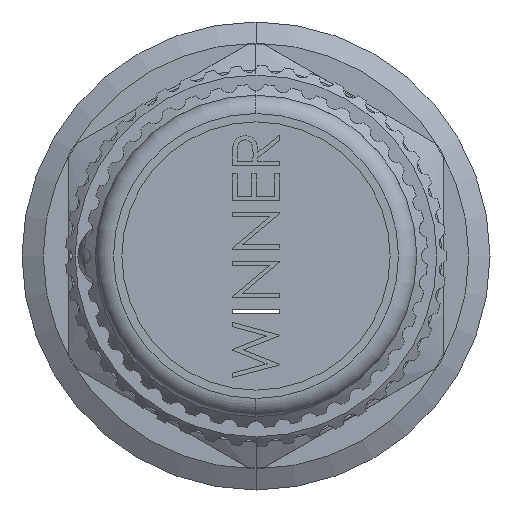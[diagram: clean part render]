
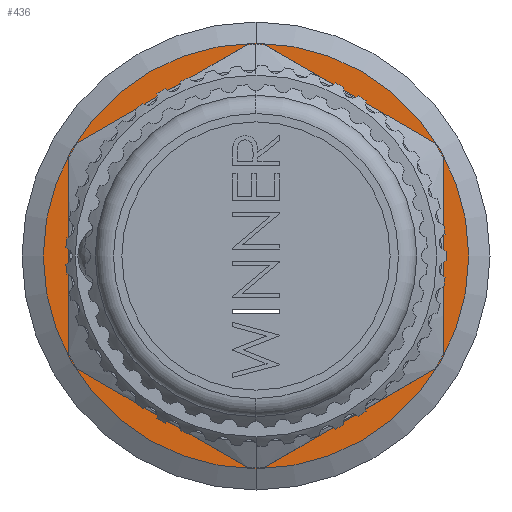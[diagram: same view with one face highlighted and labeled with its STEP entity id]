
A CAD part, left-side view. The second image highlights one B-rep face of the part: STEP entity #436.
In plain terms, the highlighted planar face has unit normal (-1, 0, 0).
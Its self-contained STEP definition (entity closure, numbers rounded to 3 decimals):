
#436 = ADVANCED_FACE ( 'NONE', ( #14127, #14139 ), #16583, .F. ) ;
#507 = VERTEX_POINT ( 'NONE', #16687 ) ;
#529 = VERTEX_POINT ( 'NONE', #16709 ) ;
#535 = VERTEX_POINT ( 'NONE', #16715 ) ;
#539 = VERTEX_POINT ( 'NONE', #16719 ) ;
#649 = VERTEX_POINT ( 'NONE', #16829 ) ;
#684 = VERTEX_POINT ( 'NONE', #16865 ) ;
#832 = VERTEX_POINT ( 'NONE', #17014 ) ;
#849 = VERTEX_POINT ( 'NONE', #17031 ) ;
#866 = VERTEX_POINT ( 'NONE', #17048 ) ;
#873 = VERTEX_POINT ( 'NONE', #17055 ) ;
#913 = VERTEX_POINT ( 'NONE', #17095 ) ;
#929 = VERTEX_POINT ( 'NONE', #17111 ) ;
#939 = VERTEX_POINT ( 'NONE', #17121 ) ;
#940 = VERTEX_POINT ( 'NONE', #17122 ) ;
#946 = VERTEX_POINT ( 'NONE', #17128 ) ;
#3235 = CARTESIAN_POINT ( 'NONE',  ( -76.282, 0.657, 0. ) ) ;
#3236 = DIRECTION ( 'NONE',  ( -1., 0., 0. ) ) ;
#3237 = DIRECTION ( 'NONE',  ( 0., 0., -1. ) ) ;
#3324 = CARTESIAN_POINT ( 'NONE',  ( -76.282, -15.193, 9.151 ) ) ;
#3327 = DIRECTION ( 'NONE',  ( 0., 0.866, 0.5 ) ) ;
#3328 = CARTESIAN_POINT ( 'NONE',  ( -76.282, 0.657, 0. ) ) ;
#3329 = DIRECTION ( 'NONE',  ( -1., 0., 0. ) ) ;
#3330 = DIRECTION ( 'NONE',  ( 0., 0., 1. ) ) ;
#3331 = CARTESIAN_POINT ( 'NONE',  ( -76.282, 0.657, 0. ) ) ;
#3332 = DIRECTION ( 'NONE',  ( -1., 0., 0. ) ) ;
#3333 = DIRECTION ( 'NONE',  ( 0., 0., -1. ) ) ;
#3334 = CARTESIAN_POINT ( 'NONE',  ( -76.282, 0.657, 0. ) ) ;
#3335 = DIRECTION ( 'NONE',  ( -1., 0., 0. ) ) ;
#3336 = DIRECTION ( 'NONE',  ( 0., 0., -1. ) ) ;
#3350 = CARTESIAN_POINT ( 'NONE',  ( -76.282, 16.507, 9.151 ) ) ;
#3351 = DIRECTION ( 'NONE',  ( 0., 0., -1. ) ) ;
#3384 = CARTESIAN_POINT ( 'NONE',  ( -76.282, 0.657, 0. ) ) ;
#3385 = DIRECTION ( 'NONE',  ( -1., 0., 0. ) ) ;
#3386 = DIRECTION ( 'NONE',  ( 0., 0., -1. ) ) ;
#3395 = CARTESIAN_POINT ( 'NONE',  ( -76.282, 0.657, -18.302 ) ) ;
#3396 = DIRECTION ( 'NONE',  ( 0., -0.866, 0.5 ) ) ;
#3401 = CARTESIAN_POINT ( 'NONE',  ( -76.282, 0.657, 0. ) ) ;
#3402 = DIRECTION ( 'NONE',  ( -1., 0., 0. ) ) ;
#3403 = DIRECTION ( 'NONE',  ( 0., 0., -1. ) ) ;
#3567 = CARTESIAN_POINT ( 'NONE',  ( -76.282, -15.193, -9.151 ) ) ;
#3581 = DIRECTION ( 'NONE',  ( 0., 0., 1. ) ) ;
#3584 = CARTESIAN_POINT ( 'NONE',  ( -76.282, 0.657, 0. ) ) ;
#3585 = DIRECTION ( 'NONE',  ( -1., 0., 0. ) ) ;
#3586 = DIRECTION ( 'NONE',  ( 0., 0., -1. ) ) ;
#3589 = CARTESIAN_POINT ( 'NONE',  ( -76.282, 16.507, -9.151 ) ) ;
#3590 = DIRECTION ( 'NONE',  ( 0., -0.866, -0.5 ) ) ;
#9544 = EDGE_CURVE ( 'NONE', #929, #649, #17721, .T. ) ;
#9546 = EDGE_CURVE ( 'NONE', #539, #940, #17726, .T. ) ;
#9573 = EDGE_CURVE ( 'NONE', #529, #913, #17757, .T. ) ;
#9676 = EDGE_CURVE ( 'NONE', #873, #866, #17846, .T. ) ;
#9699 = EDGE_CURVE ( 'NONE', #866, #539, #17872, .T. ) ;
#9700 = EDGE_CURVE ( 'NONE', #913, #529, #17871, .T. ) ;
#9702 = EDGE_CURVE ( 'NONE', #939, #832, #17877, .T. ) ;
#9703 = EDGE_CURVE ( 'NONE', #940, #929, #17879, .T. ) ;
#9711 = EDGE_CURVE ( 'NONE', #946, #684, #17889, .T. ) ;
#9715 = EDGE_CURVE ( 'NONE', #684, #507, #17883, .T. ) ;
#9720 = EDGE_CURVE ( 'NONE', #649, #946, #17898, .T. ) ;
#9721 = EDGE_CURVE ( 'NONE', #832, #849, #17899, .T. ) ;
#9764 = EDGE_CURVE ( 'NONE', #535, #873, #17943, .T. ) ;
#9765 = EDGE_CURVE ( 'NONE', #849, #535, #17947, .T. ) ;
#9768 = EDGE_CURVE ( 'NONE', #507, #939, #17952, .T. ) ;
#12371 = EDGE_LOOP ( 'NONE', ( #13165, #13025 ) ) ;
#12398 = EDGE_LOOP ( 'NONE', ( #13127, #13031, #13120, #13112, #13153, #13114, #13129, #13166, #13138, #12586, #12702, #13141, #13133 ) ) ;
#12586 = ORIENTED_EDGE ( 'NONE', *, *, #9711, .F. ) ;
#12702 = ORIENTED_EDGE ( 'NONE', *, *, #9720, .F. ) ;
#13025 = ORIENTED_EDGE ( 'NONE', *, *, #9573, .T. ) ;
#13031 = ORIENTED_EDGE ( 'NONE', *, *, #9699, .F. ) ;
#13112 = ORIENTED_EDGE ( 'NONE', *, *, #9764, .F. ) ;
#13114 = ORIENTED_EDGE ( 'NONE', *, *, #9721, .F. ) ;
#13120 = ORIENTED_EDGE ( 'NONE', *, *, #9676, .F. ) ;
#13127 = ORIENTED_EDGE ( 'NONE', *, *, #9546, .F. ) ;
#13129 = ORIENTED_EDGE ( 'NONE', *, *, #9702, .F. ) ;
#13133 = ORIENTED_EDGE ( 'NONE', *, *, #9703, .F. ) ;
#13138 = ORIENTED_EDGE ( 'NONE', *, *, #9715, .F. ) ;
#13141 = ORIENTED_EDGE ( 'NONE', *, *, #9544, .F. ) ;
#13153 = ORIENTED_EDGE ( 'NONE', *, *, #9765, .F. ) ;
#13165 = ORIENTED_EDGE ( 'NONE', *, *, #9700, .T. ) ;
#13166 = ORIENTED_EDGE ( 'NONE', *, *, #9768, .F. ) ;
#14127 = FACE_BOUND ( 'NONE', #12398, .T. ) ;
#14139 = FACE_OUTER_BOUND ( 'NONE', #12371, .T. ) ;
#14803 = AXIS2_PLACEMENT_3D ( 'NONE', #16580, #16585, #16586 ) ;
#14848 = AXIS2_PLACEMENT_3D ( 'NONE', #19164, #19165, #19166 ) ;
#14864 = AXIS2_PLACEMENT_3D ( 'NONE', #19288, #19289, #19290 ) ;
#14901 = AXIS2_PLACEMENT_3D ( 'NONE', #3235, #3236, #3237 ) ;
#14911 = AXIS2_PLACEMENT_3D ( 'NONE', #3328, #3329, #3330 ) ;
#14912 = AXIS2_PLACEMENT_3D ( 'NONE', #3331, #3332, #3333 ) ;
#14913 = AXIS2_PLACEMENT_3D ( 'NONE', #3334, #3335, #3336 ) ;
#14920 = AXIS2_PLACEMENT_3D ( 'NONE', #3384, #3385, #3386 ) ;
#14924 = AXIS2_PLACEMENT_3D ( 'NONE', #3401, #3402, #3403 ) ;
#14948 = AXIS2_PLACEMENT_3D ( 'NONE', #3584, #3585, #3586 ) ;
#16580 = CARTESIAN_POINT ( 'NONE',  ( -76.282, 0.657, -18. ) ) ;
#16583 = PLANE ( 'NONE',  #14803 ) ;
#16585 = DIRECTION ( 'NONE',  ( 1., 0., 0. ) ) ;
#16586 = DIRECTION ( 'NONE',  ( 0., 0., -1. ) ) ;
#16687 = CARTESIAN_POINT ( 'NONE',  ( -76.282, 15.785, -9.568 ) ) ;
#16709 = CARTESIAN_POINT ( 'NONE',  ( -76.282, 0.657, 18. ) ) ;
#16715 = CARTESIAN_POINT ( 'NONE',  ( -76.282, -15.193, -8.318 ) ) ;
#16719 = CARTESIAN_POINT ( 'NONE',  ( -76.282, -0.065, 17.885 ) ) ;
#16829 = CARTESIAN_POINT ( 'NONE',  ( -76.282, 15.785, 9.568 ) ) ;
#16865 = CARTESIAN_POINT ( 'NONE',  ( -76.282, 16.507, -8.318 ) ) ;
#17014 = CARTESIAN_POINT ( 'NONE',  ( -76.282, -0.065, -17.885 ) ) ;
#17031 = CARTESIAN_POINT ( 'NONE',  ( -76.282, -14.472, -9.568 ) ) ;
#17048 = CARTESIAN_POINT ( 'NONE',  ( -76.282, -14.472, 9.568 ) ) ;
#17055 = CARTESIAN_POINT ( 'NONE',  ( -76.282, -15.193, 8.318 ) ) ;
#17095 = CARTESIAN_POINT ( 'NONE',  ( -76.282, 0.657, -18. ) ) ;
#17111 = CARTESIAN_POINT ( 'NONE',  ( -76.282, 1.378, 17.885 ) ) ;
#17121 = CARTESIAN_POINT ( 'NONE',  ( -76.282, 1.378, -17.885 ) ) ;
#17122 = CARTESIAN_POINT ( 'NONE',  ( -76.282, 0.657, 17.9 ) ) ;
#17128 = CARTESIAN_POINT ( 'NONE',  ( -76.282, 16.507, 8.318 ) ) ;
#17721 = LINE ( 'NONE', #19156, #17727 ) ;
#17726 = CIRCLE ( 'NONE', #14848, 17.9 ) ;
#17727 = VECTOR ( 'NONE', #19158, 1000. ) ;
#17757 = CIRCLE ( 'NONE', #14864, 18. ) ;
#17846 = CIRCLE ( 'NONE', #14901, 17.9 ) ;
#17871 = CIRCLE ( 'NONE', #14911, 18. ) ;
#17872 = LINE ( 'NONE', #3324, #17875 ) ;
#17875 = VECTOR ( 'NONE', #3327, 1000. ) ;
#17877 = CIRCLE ( 'NONE', #14912, 17.9 ) ;
#17879 = CIRCLE ( 'NONE', #14913, 17.9 ) ;
#17883 = CIRCLE ( 'NONE', #14920, 17.9 ) ;
#17889 = LINE ( 'NONE', #3350, #17891 ) ;
#17891 = VECTOR ( 'NONE', #3351, 1000. ) ;
#17898 = CIRCLE ( 'NONE', #14924, 17.9 ) ;
#17899 = LINE ( 'NONE', #3395, #17901 ) ;
#17901 = VECTOR ( 'NONE', #3396, 1000. ) ;
#17943 = LINE ( 'NONE', #3567, #17948 ) ;
#17947 = CIRCLE ( 'NONE', #14948, 17.9 ) ;
#17948 = VECTOR ( 'NONE', #3581, 1000. ) ;
#17952 = LINE ( 'NONE', #3589, #17955 ) ;
#17955 = VECTOR ( 'NONE', #3590, 1000. ) ;
#19156 = CARTESIAN_POINT ( 'NONE',  ( -76.282, 0.657, 18.302 ) ) ;
#19158 = DIRECTION ( 'NONE',  ( 0., 0.866, -0.5 ) ) ;
#19164 = CARTESIAN_POINT ( 'NONE',  ( -76.282, 0.657, 0. ) ) ;
#19165 = DIRECTION ( 'NONE',  ( -1., 0., 0. ) ) ;
#19166 = DIRECTION ( 'NONE',  ( 0., 0., -1. ) ) ;
#19288 = CARTESIAN_POINT ( 'NONE',  ( -76.282, 0.657, 0. ) ) ;
#19289 = DIRECTION ( 'NONE',  ( -1., 0., 0. ) ) ;
#19290 = DIRECTION ( 'NONE',  ( 0., 0., 1. ) ) ;
